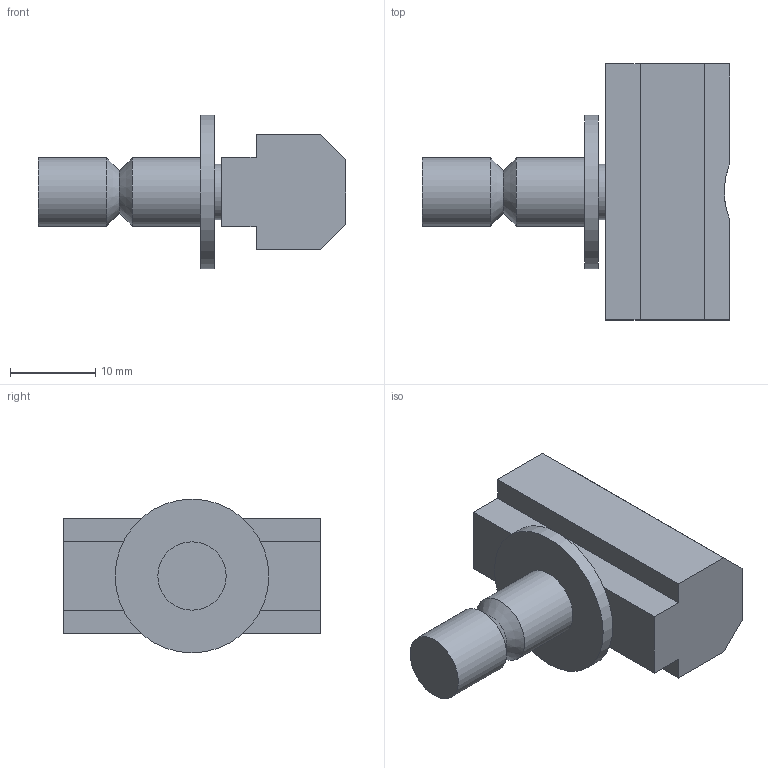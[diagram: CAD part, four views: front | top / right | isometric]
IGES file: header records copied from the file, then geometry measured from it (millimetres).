
Global section: file name: 700026.1.stp.ipt; native system: Autodesk Inventor 2014; preprocessor: unknown; author: zeman; date: 20151020.100123; units: millimetre
Bounding box: 36 x 30 x 18 mm (x, y, z)
Volume: 6133 mm3; surface area: 3789.8 mm2
Topology: 4 solids, 4 shells, 46 faces, 101 edges, 66 vertices
Faces by surface type: plane 29, revolution 6, cylinder 6, cone 4, bspline 1
Full cylindrical faces by diameter (mm): 4 x1, 6 x1, 6.5 x1, 8 x2, 18 x1
